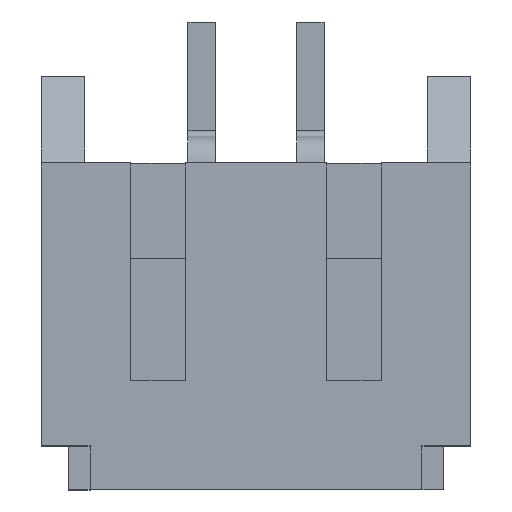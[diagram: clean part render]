
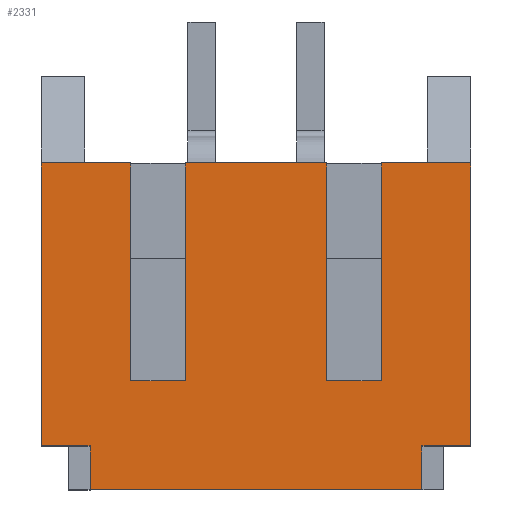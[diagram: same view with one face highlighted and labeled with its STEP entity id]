
A CAD part, top view. The second image highlights one B-rep face of the part: STEP entity #2331.
In plain terms, the highlighted planar face has unit normal (0, 0, 1).
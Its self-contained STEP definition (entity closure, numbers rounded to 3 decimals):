
#1451=CARTESIAN_POINT('',(-1.3,1.7,5.6));
#1452=VERTEX_POINT('',#1451);
#1453=CARTESIAN_POINT('',(1.3,1.7,5.6));
#1454=VERTEX_POINT('',#1453);
#1455=CARTESIAN_POINT('',(-1.3,1.7,5.6));
#1456=DIRECTION('',(1.0,0.0,0.0));
#1457=VECTOR('',#1456,2.6);
#1458=LINE('',#1455,#1457);
#1459=EDGE_CURVE('',#1452,#1454,#1458,.T.);
#1477=CARTESIAN_POINT('',(2.3,1.7,5.6));
#1478=VERTEX_POINT('',#1477);
#1485=CARTESIAN_POINT('',(3.95,1.7,5.6));
#1486=VERTEX_POINT('',#1485);
#1487=CARTESIAN_POINT('',(2.3,1.7,5.6));
#1488=DIRECTION('',(1.0,0.0,0.0));
#1489=VECTOR('',#1488,1.65);
#1490=LINE('',#1487,#1489);
#1491=EDGE_CURVE('',#1478,#1486,#1490,.T.);
#1541=CARTESIAN_POINT('',(-3.95,1.7,5.6));
#1542=VERTEX_POINT('',#1541);
#1549=CARTESIAN_POINT('',(-2.3,1.7,5.6));
#1550=VERTEX_POINT('',#1549);
#1551=CARTESIAN_POINT('',(-3.95,1.7,5.6));
#1552=DIRECTION('',(1.0,0.0,0.0));
#1553=VECTOR('',#1552,1.65);
#1554=LINE('',#1551,#1553);
#1555=EDGE_CURVE('',#1542,#1550,#1554,.T.);
#1747=CARTESIAN_POINT('',(2.3,-2.3,5.6));
#1748=VERTEX_POINT('',#1747);
#1755=CARTESIAN_POINT('',(2.3,-2.3,5.6));
#1756=DIRECTION('',(0.0,1.0,0.0));
#1757=VECTOR('',#1756,4.);
#1758=LINE('',#1755,#1757);
#1759=EDGE_CURVE('',#1748,#1478,#1758,.T.);
#1889=CARTESIAN_POINT('',(-3.95,-3.5,5.6));
#1890=VERTEX_POINT('',#1889);
#1897=CARTESIAN_POINT('',(-3.95,1.7,5.6));
#1898=DIRECTION('',(0.0,-1.0,0.0));
#1899=VECTOR('',#1898,5.2);
#1900=LINE('',#1897,#1899);
#1901=EDGE_CURVE('',#1542,#1890,#1900,.T.);
#2001=CARTESIAN_POINT('',(3.95,-3.5,5.6));
#2002=VERTEX_POINT('',#2001);
#2003=CARTESIAN_POINT('',(3.95,-3.5,5.6));
#2004=DIRECTION('',(0.0,1.0,0.0));
#2005=VECTOR('',#2004,5.2);
#2006=LINE('',#2003,#2005);
#2007=EDGE_CURVE('',#2002,#1486,#2006,.T.);
#2152=CARTESIAN_POINT('',(-2.3,-2.3,5.6));
#2153=VERTEX_POINT('',#2152);
#2154=CARTESIAN_POINT('',(-2.3,1.7,5.6));
#2155=DIRECTION('',(0.0,-1.0,0.0));
#2156=VECTOR('',#2155,4.);
#2157=LINE('',#2154,#2156);
#2158=EDGE_CURVE('',#1550,#2153,#2157,.T.);
#2216=CARTESIAN_POINT('',(1.3,-2.3,5.6));
#2217=VERTEX_POINT('',#2216);
#2218=CARTESIAN_POINT('',(1.3,1.7,5.6));
#2219=DIRECTION('',(0.0,-1.0,0.0));
#2220=VECTOR('',#2219,4.0);
#2221=LINE('',#2218,#2220);
#2222=EDGE_CURVE('',#1454,#2217,#2221,.T.);
#2247=CARTESIAN_POINT('',(-1.3,-2.3,5.6));
#2248=VERTEX_POINT('',#2247);
#2255=CARTESIAN_POINT('',(-1.3,-2.3,5.6));
#2256=DIRECTION('',(0.0,1.0,0.0));
#2257=VECTOR('',#2256,4.0);
#2258=LINE('',#2255,#2257);
#2259=EDGE_CURVE('',#2248,#1452,#2258,.T.);
#2265=CARTESIAN_POINT('',(-4.345,2.,5.6));
#2266=DIRECTION('',(0.0,0.0,-1.0));
#2267=DIRECTION('',(0.0,1.0,0.0));
#2268=AXIS2_PLACEMENT_3D('',#2265,#2266,#2267);
#2269=PLANE('',#2268);
#2270=CARTESIAN_POINT('',(1.3,-2.3,5.6));
#2271=DIRECTION('',(1.0,0.0,0.0));
#2272=VECTOR('',#2271,1.0);
#2273=LINE('',#2270,#2272);
#2274=EDGE_CURVE('',#2217,#1748,#2273,.T.);
#2275=ORIENTED_EDGE('',*,*,#2274,.F.);
#2276=ORIENTED_EDGE('',*,*,#2222,.F.);
#2277=ORIENTED_EDGE('',*,*,#1459,.F.);
#2278=ORIENTED_EDGE('',*,*,#2259,.F.);
#2279=CARTESIAN_POINT('',(-2.3,-2.3,5.6));
#2280=DIRECTION('',(1.0,0.0,0.0));
#2281=VECTOR('',#2280,1.);
#2282=LINE('',#2279,#2281);
#2283=EDGE_CURVE('',#2153,#2248,#2282,.T.);
#2284=ORIENTED_EDGE('',*,*,#2283,.F.);
#2285=ORIENTED_EDGE('',*,*,#2158,.F.);
#2286=ORIENTED_EDGE('',*,*,#1555,.F.);
#2287=ORIENTED_EDGE('',*,*,#1901,.T.);
#2288=CARTESIAN_POINT('',(-3.05,-3.5,5.6));
#2289=VERTEX_POINT('',#2288);
#2290=CARTESIAN_POINT('',(-3.05,-3.5,5.6));
#2291=DIRECTION('',(-1.0,0.0,0.0));
#2292=VECTOR('',#2291,0.9);
#2293=LINE('',#2290,#2292);
#2294=EDGE_CURVE('',#2289,#1890,#2293,.T.);
#2295=ORIENTED_EDGE('',*,*,#2294,.F.);
#2296=CARTESIAN_POINT('',(-3.05,-4.3,5.6));
#2297=VERTEX_POINT('',#2296);
#2298=CARTESIAN_POINT('',(-3.05,-4.3,5.6));
#2299=DIRECTION('',(0.0,1.0,0.0));
#2300=VECTOR('',#2299,0.8);
#2301=LINE('',#2298,#2300);
#2302=EDGE_CURVE('',#2297,#2289,#2301,.T.);
#2303=ORIENTED_EDGE('',*,*,#2302,.F.);
#2304=CARTESIAN_POINT('',(3.05,-4.3,5.6));
#2305=VERTEX_POINT('',#2304);
#2306=CARTESIAN_POINT('',(-3.05,-4.3,5.6));
#2307=DIRECTION('',(1.0,0.0,0.0));
#2308=VECTOR('',#2307,6.1);
#2309=LINE('',#2306,#2308);
#2310=EDGE_CURVE('',#2297,#2305,#2309,.T.);
#2311=ORIENTED_EDGE('',*,*,#2310,.T.);
#2312=CARTESIAN_POINT('',(3.05,-3.5,5.6));
#2313=VERTEX_POINT('',#2312);
#2314=CARTESIAN_POINT('',(3.05,-3.5,5.6));
#2315=DIRECTION('',(0.0,-1.0,0.0));
#2316=VECTOR('',#2315,0.8);
#2317=LINE('',#2314,#2316);
#2318=EDGE_CURVE('',#2313,#2305,#2317,.T.);
#2319=ORIENTED_EDGE('',*,*,#2318,.F.);
#2320=CARTESIAN_POINT('',(3.95,-3.5,5.6));
#2321=DIRECTION('',(-1.0,0.0,0.0));
#2322=VECTOR('',#2321,0.9);
#2323=LINE('',#2320,#2322);
#2324=EDGE_CURVE('',#2002,#2313,#2323,.T.);
#2325=ORIENTED_EDGE('',*,*,#2324,.F.);
#2326=ORIENTED_EDGE('',*,*,#2007,.T.);
#2327=ORIENTED_EDGE('',*,*,#1491,.F.);
#2328=ORIENTED_EDGE('',*,*,#1759,.F.);
#2329=EDGE_LOOP('',(#2275,#2276,#2277,#2278,#2284,#2285,#2286,#2287,#2295,#2303,#2311,#2319,#2325,#2326,#2327,#2328));
#2330=FACE_OUTER_BOUND('',#2329,.T.);
#2331=ADVANCED_FACE('',(#2330),#2269,.F.);
